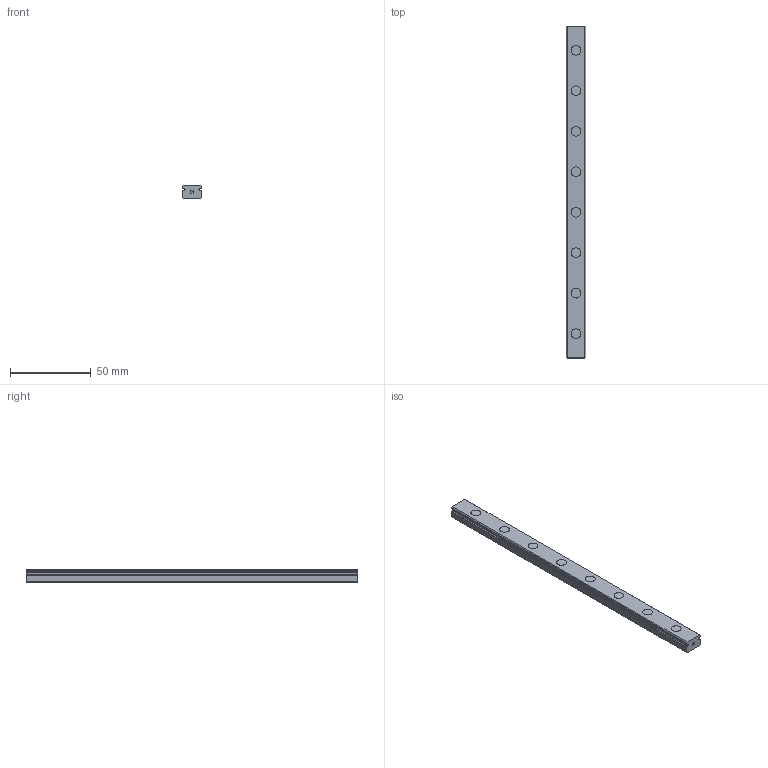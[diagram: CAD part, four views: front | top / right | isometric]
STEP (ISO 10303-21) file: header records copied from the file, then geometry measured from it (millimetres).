
FILE_DESCRIPTION(('STEP AP214'),'1');
FILE_NAME('cctmp_92002C4A-6889-4A80-9236-99A99C7E94FE_2021_02_19_10_45_42_0463..stp','2021-02-19T09:45:42',('HIWIN GmbH'),('CADClick - www.CADClick.com'),'Spatial InterOp 3D',' ','unknown authorization');
FILE_SCHEMA(('AUTOMOTIVE_DESIGN'));
Length unit declared in the file: millimetre
Products named in the file (1): MGNR12R205CM_FILE
Bounding box: 12 x 205 x 8 mm (x, y, z)
Volume: 17586.9 mm3; surface area: 10324 mm2
Topology: 1 solids, 1 shells, 167 faces, 411 edges, 274 vertices
Faces by surface type: plane 103, cylinder 64
Entity records: 6313 total; most frequent: DIRECTION 875, CARTESIAN_POINT 853, ORIENTED_EDGE 822, EDGE_CURVE 411, AXIS2_PLACEMENT_3D 296, LINE 283, VECTOR 283, VERTEX_POINT 274
